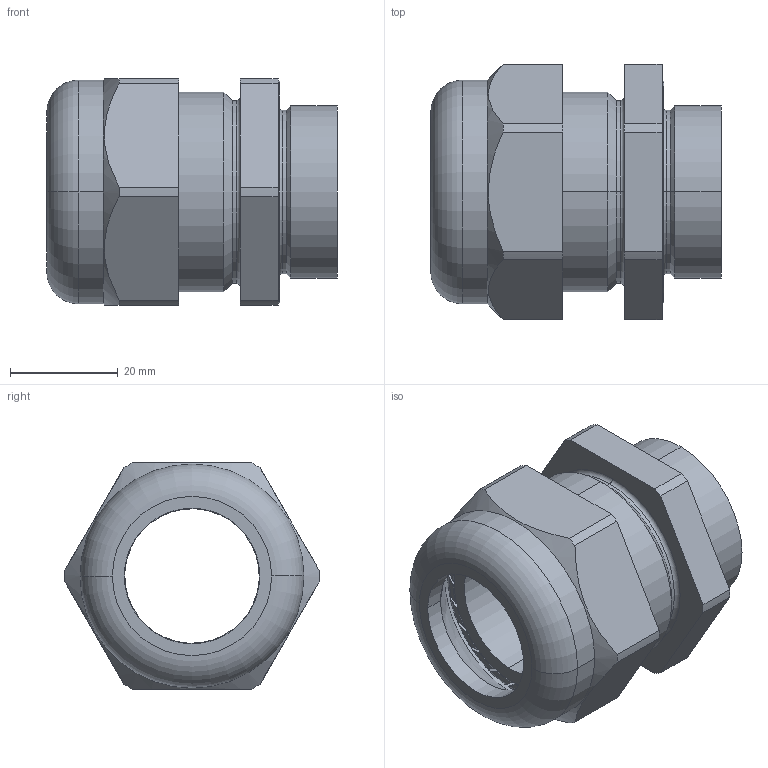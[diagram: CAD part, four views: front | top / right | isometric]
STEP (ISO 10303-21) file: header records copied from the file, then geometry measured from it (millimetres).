
FILE_DESCRIPTION (( 'STEP AP214' ), '1' );
FILE_NAME ('2050358.stp', '2018-01-17T10:18:53', ( '' ), ( '' ), 'SwSTEP 2.0', 'SolidWorks 2016', '' );
FILE_SCHEMA (( 'AUTOMOTIVE_DESIGN' ));
Length unit declared in the file: millimetre
Products named in the file (4): EV114-32-01_Standard; 2050358; EV501_PG29; EV131-29-02_Pg29
Assembly tree (3 placements, depth 2):
  2050358
    EV114-32-01_Standard
    EV131-29-02_Pg29
    EV501_PG29
Bounding box: 54 x 47.5 x 42 mm (x, y, z)
Volume: 35831.7 mm3; surface area: 22267.8 mm2
Topology: 3 solids, 3 shells, 273 faces, 755 edges, 492 vertices
Faces by surface type: plane 82, cylinder 76, torus 76, cone 39
Entity records: 9579 total; most frequent: CARTESIAN_POINT 2502, ORIENTED_EDGE 1510, DIRECTION 1443, EDGE_CURVE 755, AXIS2_PLACEMENT_3D 579, VERTEX_POINT 492, CIRCLE 300, LINE 285
